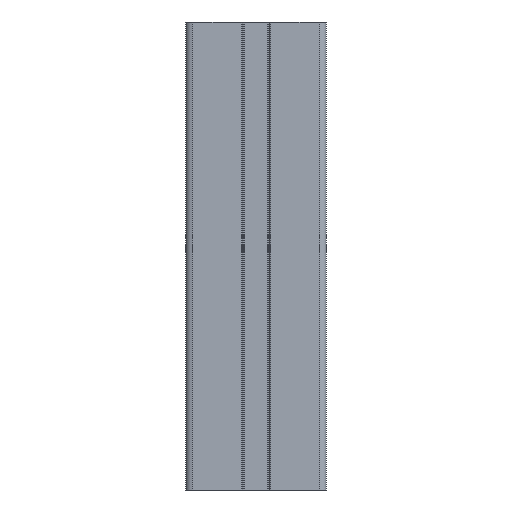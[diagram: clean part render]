
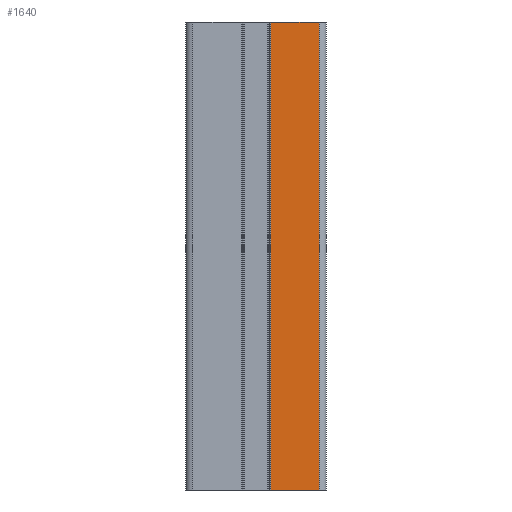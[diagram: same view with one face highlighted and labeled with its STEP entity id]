
A CAD part, front view. The second image highlights one B-rep face of the part: STEP entity #1640.
In plain terms, the highlighted planar face has unit normal (0, -1, 0).
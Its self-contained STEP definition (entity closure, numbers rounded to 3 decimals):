
#161 = CARTESIAN_POINT ( 'NONE',  ( 6.3, -30., -200. ) ) ;
#218 = VECTOR ( 'NONE', #1562, 1000. ) ;
#805 = CARTESIAN_POINT ( 'NONE',  ( 27., -30., -200. ) ) ;
#1159 = DIRECTION ( 'NONE',  ( 1., 0., 0. ) ) ;
#1507 = LINE ( 'NONE', #3650, #3720 ) ;
#1562 = DIRECTION ( 'NONE',  ( 0., 0., 1. ) ) ;
#1640 = ADVANCED_FACE ( 'NONE', ( #3344 ), #3238, .T. ) ;
#1929 = AXIS2_PLACEMENT_3D ( 'NONE', #805, #3202, #4773 ) ;
#2019 = EDGE_LOOP ( 'NONE', ( #5492, #9536, #7736, #4600 ) ) ;
#2781 = DIRECTION ( 'NONE',  ( 0., 0., 1. ) ) ;
#3202 = DIRECTION ( 'NONE',  ( 0., -1., 0. ) ) ;
#3227 = VECTOR ( 'NONE', #1159, 1000. ) ;
#3238 = PLANE ( 'NONE',  #1929 ) ;
#3344 = FACE_OUTER_BOUND ( 'NONE', #2019, .T. ) ;
#3472 = LINE ( 'NONE', #3542, #3227 ) ;
#3542 = CARTESIAN_POINT ( 'NONE',  ( 27., -30., -200. ) ) ;
#3650 = CARTESIAN_POINT ( 'NONE',  ( 27., -30., -200. ) ) ;
#3720 = VECTOR ( 'NONE', #2781, 1000. ) ;
#3863 = CARTESIAN_POINT ( 'NONE',  ( 6.3, -30., 0. ) ) ;
#4206 = CARTESIAN_POINT ( 'NONE',  ( 27., -30., 0. ) ) ;
#4330 = VERTEX_POINT ( 'NONE', #161 ) ;
#4600 = ORIENTED_EDGE ( 'NONE', *, *, #6210, .T. ) ;
#4773 = DIRECTION ( 'NONE',  ( 1., 0., 0. ) ) ;
#4787 = CARTESIAN_POINT ( 'NONE',  ( 6.3, -30., -200. ) ) ;
#5492 = ORIENTED_EDGE ( 'NONE', *, *, #10214, .F. ) ;
#6142 = EDGE_CURVE ( 'NONE', #4330, #6620, #3472, .T. ) ;
#6210 = EDGE_CURVE ( 'NONE', #6620, #6960, #1507, .T. ) ;
#6548 = VERTEX_POINT ( 'NONE', #3863 ) ;
#6620 = VERTEX_POINT ( 'NONE', #9615 ) ;
#6960 = VERTEX_POINT ( 'NONE', #4206 ) ;
#7483 = EDGE_CURVE ( 'NONE', #4330, #6548, #7691, .T. ) ;
#7691 = LINE ( 'NONE', #4787, #218 ) ;
#7736 = ORIENTED_EDGE ( 'NONE', *, *, #6142, .T. ) ;
#7788 = VECTOR ( 'NONE', #8485, 1000. ) ;
#8383 = CARTESIAN_POINT ( 'NONE',  ( 27., -30., 0. ) ) ;
#8485 = DIRECTION ( 'NONE',  ( 1., 0., 0. ) ) ;
#8535 = LINE ( 'NONE', #8383, #7788 ) ;
#9536 = ORIENTED_EDGE ( 'NONE', *, *, #7483, .F. ) ;
#9615 = CARTESIAN_POINT ( 'NONE',  ( 27., -30., -200. ) ) ;
#10214 = EDGE_CURVE ( 'NONE', #6548, #6960, #8535, .T. ) ;
